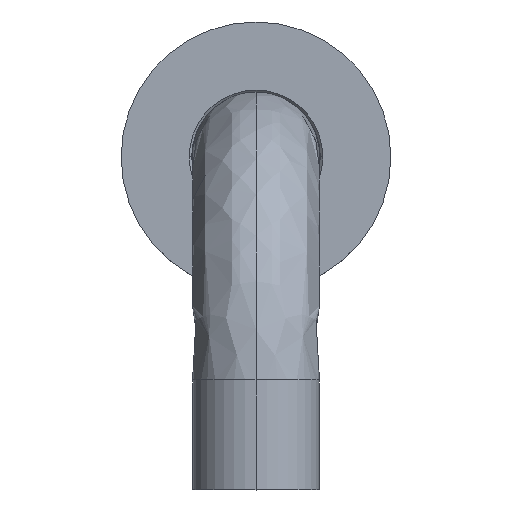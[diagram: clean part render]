
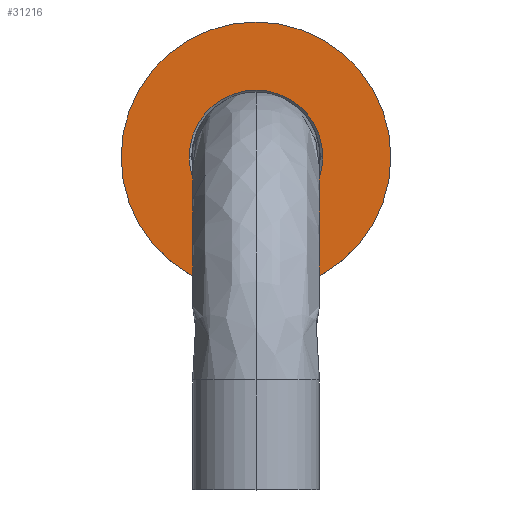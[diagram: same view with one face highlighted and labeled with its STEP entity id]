
A CAD part, top view. The second image highlights one B-rep face of the part: STEP entity #31216.
In plain terms, the highlighted planar face has unit normal (0, 0, 1).
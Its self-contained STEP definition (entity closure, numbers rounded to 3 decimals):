
#4569 = CARTESIAN_POINT ( 'NONE',  ( 27., 0., 10. ) ) ;
#6374 = CARTESIAN_POINT ( 'NONE',  ( 0., 0., 10. ) ) ;
#7039 = CARTESIAN_POINT ( 'NONE',  ( -27., 0., 10. ) ) ;
#9023 = DIRECTION ( 'NONE',  ( 0., 0., -1. ) ) ;
#9427 = CIRCLE ( 'NONE', #44568, 13.375 ) ;
#10071 = DIRECTION ( 'NONE',  ( -1., 0., 0. ) ) ;
#12649 = CIRCLE ( 'NONE', #42268, 13.375 ) ;
#12962 = CARTESIAN_POINT ( 'NONE',  ( 0., 0., 10. ) ) ;
#13624 = EDGE_CURVE ( 'NONE', #44869, #43531, #9427, .T. ) ;
#14112 = CIRCLE ( 'NONE', #21971, 27. ) ;
#14622 = ORIENTED_EDGE ( 'NONE', *, *, #28331, .F. ) ;
#16619 = DIRECTION ( 'NONE',  ( -1., 0., 0. ) ) ;
#17309 = DIRECTION ( 'NONE',  ( 0., 0., -1. ) ) ;
#19313 = AXIS2_PLACEMENT_3D ( 'NONE', #38783, #17309, #42267 ) ;
#20025 = VERTEX_POINT ( 'NONE', #7039 ) ;
#20952 = ORIENTED_EDGE ( 'NONE', *, *, #29267, .F. ) ;
#21494 = CARTESIAN_POINT ( 'NONE',  ( -13.375, 0., 10. ) ) ;
#21971 = AXIS2_PLACEMENT_3D ( 'NONE', #6374, #31805, #10071 ) ;
#28135 = FACE_OUTER_BOUND ( 'NONE', #45341, .T. ) ;
#28331 = EDGE_CURVE ( 'NONE', #46031, #20025, #14112, .T. ) ;
#29228 = CARTESIAN_POINT ( 'NONE',  ( 13.375, 0., 10. ) ) ;
#29267 = EDGE_CURVE ( 'NONE', #20025, #46031, #30042, .T. ) ;
#30042 = CIRCLE ( 'NONE', #45334, 27. ) ;
#30818 = CARTESIAN_POINT ( 'NONE',  ( 0., 0., 10. ) ) ;
#31216 = ADVANCED_FACE ( 'NONE', ( #45557, #28135 ), #45545, .F. ) ;
#31660 = EDGE_CURVE ( 'NONE', #43531, #44869, #12649, .T. ) ;
#31805 = DIRECTION ( 'NONE',  ( 0., 0., -1. ) ) ;
#34210 = ORIENTED_EDGE ( 'NONE', *, *, #31660, .T. ) ;
#34353 = DIRECTION ( 'NONE',  ( 1., 0., 0. ) ) ;
#37462 = ORIENTED_EDGE ( 'NONE', *, *, #13624, .T. ) ;
#38124 = DIRECTION ( 'NONE',  ( 0., 0., -1. ) ) ;
#38783 = CARTESIAN_POINT ( 'NONE',  ( -27., 0., 10. ) ) ;
#39145 = DIRECTION ( 'NONE',  ( 1., 0., 0. ) ) ;
#39294 = DIRECTION ( 'NONE',  ( 0., 0., -1. ) ) ;
#39431 = CARTESIAN_POINT ( 'NONE',  ( 0., 0., 10. ) ) ;
#42267 = DIRECTION ( 'NONE',  ( 0., 1., 0. ) ) ;
#42268 = AXIS2_PLACEMENT_3D ( 'NONE', #30818, #9023, #34353 ) ;
#42797 = EDGE_LOOP ( 'NONE', ( #34210, #37462 ) ) ;
#43531 = VERTEX_POINT ( 'NONE', #29228 ) ;
#44568 = AXIS2_PLACEMENT_3D ( 'NONE', #39431, #39294, #39145 ) ;
#44869 = VERTEX_POINT ( 'NONE', #21494 ) ;
#45334 = AXIS2_PLACEMENT_3D ( 'NONE', #12962, #38124, #16619 ) ;
#45341 = EDGE_LOOP ( 'NONE', ( #20952, #14622 ) ) ;
#45545 = PLANE ( 'NONE',  #19313 ) ;
#45557 = FACE_BOUND ( 'NONE', #42797, .T. ) ;
#46031 = VERTEX_POINT ( 'NONE', #4569 ) ;
